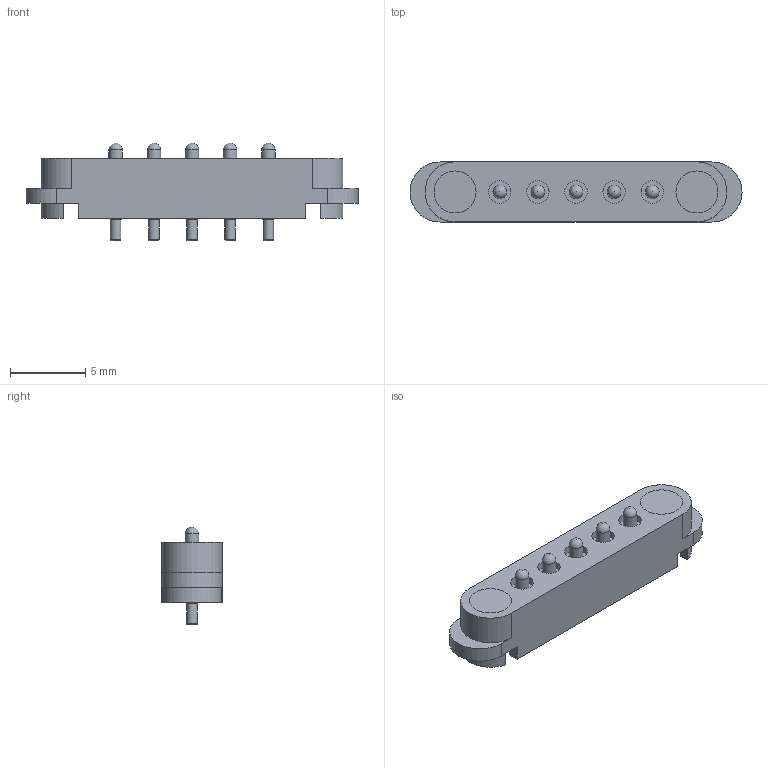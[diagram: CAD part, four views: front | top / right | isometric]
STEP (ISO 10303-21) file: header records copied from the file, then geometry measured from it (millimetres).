
FILE_DESCRIPTION(/* description */ ('STEP AP242','CAx-IF Rec.Pracs.---Representation and Presentation of Product Manufacturing Information (PMI)---4.0---2014-10-13','CAx-IF Rec.Pracs.---3D Tessellated Geometry---0.4---2014-09-14','2;1'),/* implementation_level */ '2;1');
FILE_NAME(/* name */ '68db803622fd7b50eb33700c',/* time_stamp */ '2025-09-30T07:01:11Z',/* author */ (''),/* organization */ (''),/* preprocessor_version */ 'ST-DEVELOPER v20',/* originating_system */ 'ONSHAPE BY PTC INC, 1.204',/* authorisation */ ' ');
FILE_SCHEMA (('AP242_MANAGED_MODEL_BASED_3D_ENGINEERING_MIM_LF { 1 0 10303 442 1 1 4 }'));
Length unit declared in the file: metre
Products named in the file (4): magconn_male; male_pin; magnet; female_housing
Assembly tree (8 placements, depth 2):
  magconn_male
    male_pin  x5
    magnet  x2
    female_housing
Bounding box: 22.1 x 4 x 6.5 mm (x, y, z)
Volume: 303.8 mm3; surface area: 697.8 mm2
Topology: 8 solids, 8 shells, 102 faces, 214 edges, 141 vertices
Faces by surface type: plane 47, cylinder 40, torus 10, sphere 5
Full cylindrical faces by diameter (mm): 0.7 x5, 0.9 x5, 1.5 x10, 1.75 x10, 2.8 x4
Entity records: 1629 total; most frequent: DIRECTION 288, CARTESIAN_POINT 252, ORIENTED_EDGE 212, AXIS2_PLACEMENT_3D 118, EDGE_CURVE 106, EDGE_LOOP 94, FACE_BOUND 94, VERTEX_POINT 82
